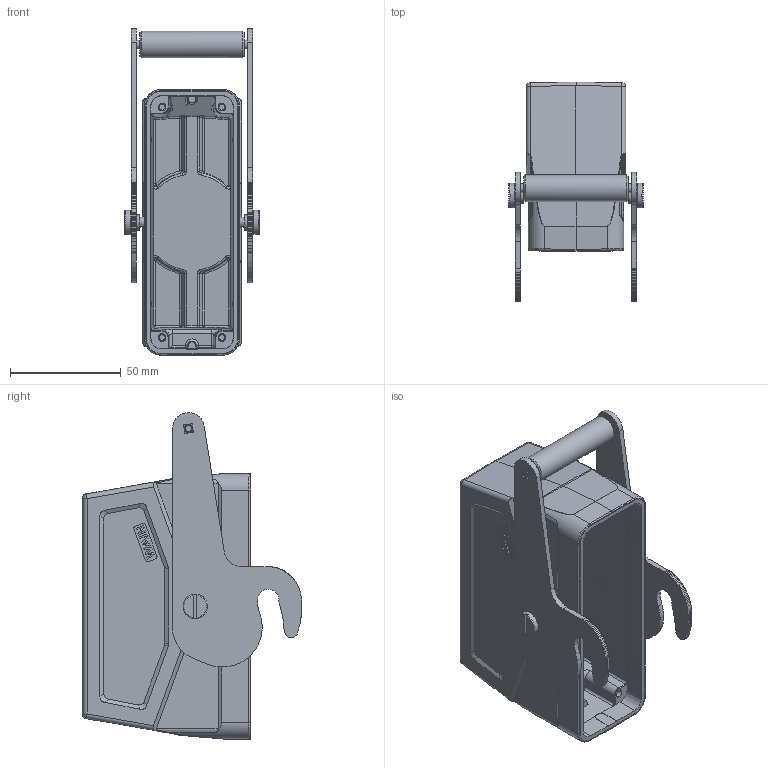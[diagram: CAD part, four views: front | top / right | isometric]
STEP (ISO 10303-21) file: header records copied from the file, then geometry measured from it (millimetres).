
FILE_DESCRIPTION(/* description */ (''),/* implementation_level */ '2;1');
FILE_NAME(/* name */ '3D_1241245505002_WV24B-SEH-1L_C-PG29_V1.1.stp',/* time_stamp */ '2023-12-19T19:08:57+08:00',/* author */ (''),/* organization */ (''),/* preprocessor_version */ 'ST-DEVELOPER v18.1',/* originating_system */ 'SIEMENS PLM Software NX 1980',/* authorisation */ '');
FILE_SCHEMA (('AP203_CONFIGURATION_CONTROLLED_3D_DESIGN_OF_MECHANICAL_PARTS_AND_ASSEMBLIES_MIM_LF { 1 0 10303 403 2 1 2}'));
Length unit declared in the file: millimetre
Products named in the file (1): 3D_1241245505001_WV24B-SEH-1L_C-M32_V1.0_stp
Bounding box: 60.8 x 99.05 x 147.37 mm (x, y, z)
Volume: 117623.8 mm3; surface area: 69178.3 mm2
Topology: 2 solids, 2 shells, 673 faces, 1730 edges, 1089 vertices
Faces by surface type: plane 278, cylinder 275, bspline 53, torus 24, sphere 23, cone 20
Full cylindrical faces by diameter (mm): 2.7 x4, 3.5 x4, 3.95 x2, 4.5 x2, 7 x4, 11 x2, 12 x1, 35.5 x1
Entity records: 22090 total; most frequent: CARTESIAN_POINT 5685, DIRECTION 3459, ORIENTED_EDGE 3376, EDGE_CURVE 1688, AXIS2_PLACEMENT_3D 1285, VERTEX_POINT 1082, LINE 889, VECTOR 889
